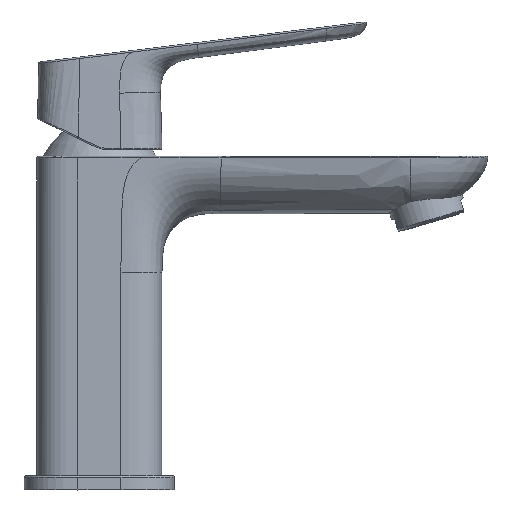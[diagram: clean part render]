
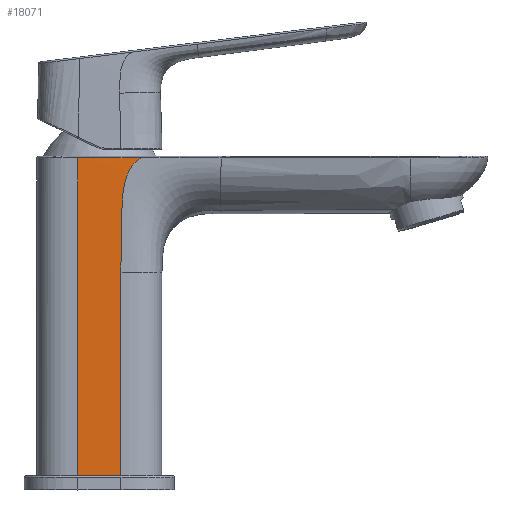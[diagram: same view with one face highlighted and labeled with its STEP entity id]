
A CAD part, front view. The second image highlights one B-rep face of the part: STEP entity #18071.
In plain terms, the highlighted cylindrical face has radius 1782.37 mm (diameter 3564.74 mm), a partial arc.
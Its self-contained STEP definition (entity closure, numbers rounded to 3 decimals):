
#2995=CIRCLE('',#19179,1782.369);
#3532=CYLINDRICAL_SURFACE('',#19178,1782.369);
#3950=ORIENTED_EDGE('',*,*,#9596,.T.);
#3951=ORIENTED_EDGE('',*,*,#9588,.F.);
#3952=ORIENTED_EDGE('',*,*,#9562,.F.);
#3953=ORIENTED_EDGE('',*,*,#9582,.T.);
#3954=ORIENTED_EDGE('',*,*,#9590,.F.);
#9562=EDGE_CURVE('',#12400,#12401,#14322,.F.);
#9582=EDGE_CURVE('',#12400,#12413,#14341,.T.);
#9588=EDGE_CURVE('',#12401,#12416,#14345,.F.);
#9590=EDGE_CURVE('',#12419,#12413,#14347,.F.);
#9596=EDGE_CURVE('',#12419,#12416,#2995,.F.);
#12400=VERTEX_POINT('',#27414);
#12401=VERTEX_POINT('',#27487);
#12413=VERTEX_POINT('',#28625);
#12416=VERTEX_POINT('',#28701);
#12419=VERTEX_POINT('',#28741);
#14322=B_SPLINE_CURVE_WITH_KNOTS('',3,(#27415,#27416,#27417,#27418,#27419,
#27420,#27421,#27422,#27423,#27424,#27425,#27426,#27427,#27428,#27429,#27430,
#27431,#27432,#27433,#27434,#27435,#27436,#27437,#27438,#27439,#27440,#27441,
#27442,#27443,#27444,#27445,#27446,#27447,#27448,#27449,#27450,#27451,#27452,
#27453,#27454,#27455,#27456,#27457,#27458,#27459,#27460,#27461,#27462,#27463,
#27464,#27465,#27466,#27467,#27468,#27469,#27470,#27471,#27472,#27473,#27474,
#27475,#27476,#27477,#27478,#27479,#27480,#27481,#27482,#27483,#27484,#27485,
#27486),.UNSPECIFIED.,.F.,.F.,(4,1,1,1,1,1,1,1,1,1,1,1,1,1,1,1,1,1,1,1,
1,1,1,1,1,1,1,1,1,1,1,1,1,1,1,1,1,1,1,1,1,1,1,1,1,1,1,1,1,1,1,1,1,1,1,1,
1,1,1,1,1,1,1,1,1,1,1,1,1,4),(0.,0.031,0.063,0.078,0.094,0.102,
0.109,0.117,0.121,0.123,0.125,0.127,0.129,
0.133,0.141,0.148,0.156,0.172,0.188,0.219,0.234,0.242,
0.246,0.25,0.254,0.258,0.266,0.281,0.313,0.344,0.359,
0.367,0.375,0.383,0.391,0.406,0.438,0.469,0.484,0.492,
0.5,0.508,0.516,0.531,0.563,0.594,0.609,0.617,0.625,
0.633,0.641,0.656,0.672,0.688,0.703,0.719,0.734,0.75,
0.766,0.781,0.797,0.813,0.828,0.844,0.859,0.875,0.891,
0.906,0.938,1.),.UNSPECIFIED.);
#14341=B_SPLINE_CURVE_WITH_KNOTS('',3,(#28626,#28627,#28628,#28629),
 .UNSPECIFIED.,.F.,.F.,(4,4),(0.,1.),.UNSPECIFIED.);
#14345=B_SPLINE_CURVE_WITH_KNOTS('',3,(#28704,#28705,#28706,#28707),
 .UNSPECIFIED.,.F.,.F.,(4,4),(0.,1.),.UNSPECIFIED.);
#14347=B_SPLINE_CURVE_WITH_KNOTS('',3,(#28742,#28743,#28744,#28745),
 .UNSPECIFIED.,.F.,.F.,(4,4),(0.,1.),.UNSPECIFIED.);
#15234=EDGE_LOOP('',(#3950,#3951,#3952,#3953,#3954));
#16394=FACE_BOUND('',#15234,.T.);
#18071=ADVANCED_FACE('',(#16394),#3532,.T.);
#19178=AXIS2_PLACEMENT_3D('',#28788,#20735,#20736);
#19179=AXIS2_PLACEMENT_3D('',#28789,#20737,#20738);
#20735=DIRECTION('',(0.,0.,1.));
#20736=DIRECTION('',(1.,0.,0.));
#20737=DIRECTION('',(0.,0.,-1.));
#20738=DIRECTION('',(-1.,0.,0.));
#27414=CARTESIAN_POINT('',(-19.95,-13.334,102.071));
#27415=CARTESIAN_POINT('',(-19.986,-6.893,65.609));
#27416=CARTESIAN_POINT('',(-19.986,-6.893,66.306));
#27417=CARTESIAN_POINT('',(-19.986,-6.893,67.552));
#27418=CARTESIAN_POINT('',(-19.986,-6.893,68.738));
#27419=CARTESIAN_POINT('',(-19.986,-6.893,69.463));
#27420=CARTESIAN_POINT('',(-19.986,-6.893,69.824));
#27421=CARTESIAN_POINT('',(-19.986,-6.893,70.057));
#27422=CARTESIAN_POINT('',(-19.986,-6.893,70.202));
#27423=CARTESIAN_POINT('',(-19.986,-6.893,70.304));
#27424=CARTESIAN_POINT('',(-19.986,-6.893,70.356));
#27425=CARTESIAN_POINT('',(-19.986,-6.893,70.394));
#27426=CARTESIAN_POINT('',(-19.986,-6.893,70.387));
#27427=CARTESIAN_POINT('',(-19.986,-6.893,70.507));
#27428=CARTESIAN_POINT('',(-19.986,-6.894,70.621));
#27429=CARTESIAN_POINT('',(-19.986,-6.894,70.84));
#27430=CARTESIAN_POINT('',(-19.986,-6.894,71.137));
#27431=CARTESIAN_POINT('',(-19.986,-6.894,71.488));
#27432=CARTESIAN_POINT('',(-19.986,-6.895,71.942));
#27433=CARTESIAN_POINT('',(-19.986,-6.895,72.488));
#27434=CARTESIAN_POINT('',(-19.986,-6.897,73.312));
#27435=CARTESIAN_POINT('',(-19.986,-6.898,74.062));
#27436=CARTESIAN_POINT('',(-19.986,-6.9,74.658));
#27437=CARTESIAN_POINT('',(-19.986,-6.901,74.935));
#27438=CARTESIAN_POINT('',(-19.986,-6.902,75.098));
#27439=CARTESIAN_POINT('',(-19.986,-6.902,75.191));
#27440=CARTESIAN_POINT('',(-19.986,-6.903,75.384));
#27441=CARTESIAN_POINT('',(-19.986,-6.904,75.604));
#27442=CARTESIAN_POINT('',(-19.986,-6.906,76.001));
#27443=CARTESIAN_POINT('',(-19.986,-6.91,76.764));
#27444=CARTESIAN_POINT('',(-19.986,-6.918,77.802));
#27445=CARTESIAN_POINT('',(-19.986,-6.928,78.768));
#27446=CARTESIAN_POINT('',(-19.986,-6.936,79.395));
#27447=CARTESIAN_POINT('',(-19.986,-6.941,79.756));
#27448=CARTESIAN_POINT('',(-19.986,-6.944,79.982));
#27449=CARTESIAN_POINT('',(-19.986,-6.95,80.353));
#27450=CARTESIAN_POINT('',(-19.986,-6.957,80.789));
#27451=CARTESIAN_POINT('',(-19.986,-6.972,81.557));
#27452=CARTESIAN_POINT('',(-19.986,-6.997,82.587));
#27453=CARTESIAN_POINT('',(-19.986,-7.026,83.555));
#27454=CARTESIAN_POINT('',(-19.986,-7.049,84.187));
#27455=CARTESIAN_POINT('',(-19.986,-7.063,84.55));
#27456=CARTESIAN_POINT('',(-19.986,-7.072,84.781));
#27457=CARTESIAN_POINT('',(-19.986,-7.088,85.146));
#27458=CARTESIAN_POINT('',(-19.985,-7.109,85.577));
#27459=CARTESIAN_POINT('',(-19.985,-7.148,86.337));
#27460=CARTESIAN_POINT('',(-19.985,-7.211,87.363));
#27461=CARTESIAN_POINT('',(-19.985,-7.285,88.331));
#27462=CARTESIAN_POINT('',(-19.985,-7.341,88.969));
#27463=CARTESIAN_POINT('',(-19.984,-7.376,89.333));
#27464=CARTESIAN_POINT('',(-19.984,-7.4,89.575));
#27465=CARTESIAN_POINT('',(-19.984,-7.436,89.913));
#27466=CARTESIAN_POINT('',(-19.984,-7.481,90.321));
#27467=CARTESIAN_POINT('',(-19.984,-7.543,90.827));
#27468=CARTESIAN_POINT('',(-19.983,-7.623,91.418));
#27469=CARTESIAN_POINT('',(-19.983,-7.702,91.95));
#27470=CARTESIAN_POINT('',(-19.983,-7.81,92.604));
#27471=CARTESIAN_POINT('',(-19.982,-7.92,93.193));
#27472=CARTESIAN_POINT('',(-19.982,-8.042,93.781));
#27473=CARTESIAN_POINT('',(-19.981,-8.162,94.303));
#27474=CARTESIAN_POINT('',(-19.98,-8.327,94.948));
#27475=CARTESIAN_POINT('',(-19.979,-8.494,95.524));
#27476=CARTESIAN_POINT('',(-19.979,-8.678,96.094));
#27477=CARTESIAN_POINT('',(-19.978,-8.86,96.601));
#27478=CARTESIAN_POINT('',(-19.976,-9.105,97.208));
#27479=CARTESIAN_POINT('',(-19.975,-9.355,97.751));
#27480=CARTESIAN_POINT('',(-19.974,-9.631,98.282));
#27481=CARTESIAN_POINT('',(-19.972,-9.91,98.762));
#27482=CARTESIAN_POINT('',(-19.97,-10.259,99.292));
#27483=CARTESIAN_POINT('',(-19.967,-10.739,99.931));
#27484=CARTESIAN_POINT('',(-19.962,-11.662,100.948));
#27485=CARTESIAN_POINT('',(-19.955,-12.619,101.661));
#27486=CARTESIAN_POINT('',(-19.95,-13.334,102.071));
#27487=CARTESIAN_POINT('',(-19.986,-6.893,65.609));
#28625=CARTESIAN_POINT('',(-19.986,6.893,102.071));
#28626=CARTESIAN_POINT('',(-19.95,-13.334,102.072));
#28627=CARTESIAN_POINT('',(-20.,-6.592,102.071));
#28628=CARTESIAN_POINT('',(-20.013,0.151,102.071));
#28629=CARTESIAN_POINT('',(-19.987,6.893,102.071));
#28701=CARTESIAN_POINT('',(-19.986,-6.893,0.));
#28704=CARTESIAN_POINT('',(-19.986,-6.893,0.));
#28705=CARTESIAN_POINT('',(-19.986,-6.893,21.87));
#28706=CARTESIAN_POINT('',(-19.986,-6.893,43.739));
#28707=CARTESIAN_POINT('',(-19.986,-6.893,65.609));
#28741=CARTESIAN_POINT('',(-19.986,6.893,0.));
#28742=CARTESIAN_POINT('',(-19.987,6.893,102.071));
#28743=CARTESIAN_POINT('',(-19.987,6.893,68.047));
#28744=CARTESIAN_POINT('',(-19.987,6.893,34.024));
#28745=CARTESIAN_POINT('',(-19.987,6.893,0.));
#28788=CARTESIAN_POINT('',(1762.369,0.031,51.039));
#28789=CARTESIAN_POINT('',(1762.369,0.031,0.));
